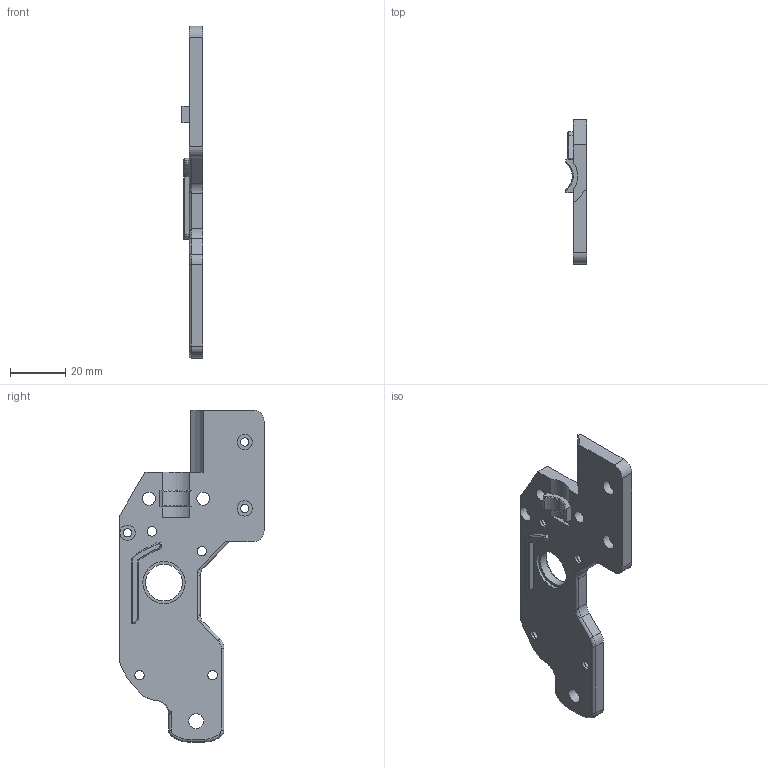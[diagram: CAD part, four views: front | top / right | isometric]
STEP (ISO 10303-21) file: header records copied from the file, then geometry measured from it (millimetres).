
FILE_DESCRIPTION(/* description */ ('STEP AP242','CAx-IF Rec.Pracs.---Representation and Presentation of Product Manufacturing Information (PMI)---4.0---2014-10-13','CAx-IF Rec.Pracs.---3D Tessellated Geometry---0.4---2014-09-14','2;1'),/* implementation_level */ '2;1');
FILE_NAME(/* name */ '62dca70389fe0e7a377964e0',/* time_stamp */ '2022-07-24T01:57:24+00:00',/* author */ (''),/* organization */ (''),/* preprocessor_version */ 'ST-DEVELOPER v18.102',/* originating_system */ ' ',/* authorisation */ ' ');
FILE_SCHEMA (('AP242_MANAGED_MODEL_BASED_3D_ENGINEERING_MIM_LF { 1 0 10303 442 1 1 4 }'));
Length unit declared in the file: metre
Products named in the file (1): VORON_M4_Assembly_parts_-_End_Plate v1
Bounding box: 7.93 x 52.07 x 119.83 mm (x, y, z)
Volume: 18233.9 mm3; surface area: 10113.8 mm2
Topology: 1 solids, 1 shells, 113 faces, 288 edges, 182 vertices
Faces by surface type: cylinder 50, plane 39, cone 16, torus 5, bspline 3
Full cylindrical faces by diameter (mm): 3 x3, 3.4 x4, 4.7 x6, 5.4 x1, 5.5 x3, 13.25 x1, 15.25 x1
Entity records: 3454 total; most frequent: CARTESIAN_POINT 761, DIRECTION 579, ORIENTED_EDGE 504, EDGE_CURVE 252, AXIS2_PLACEMENT_3D 230, VERTEX_POINT 173, EDGE_LOOP 167, FACE_BOUND 167
